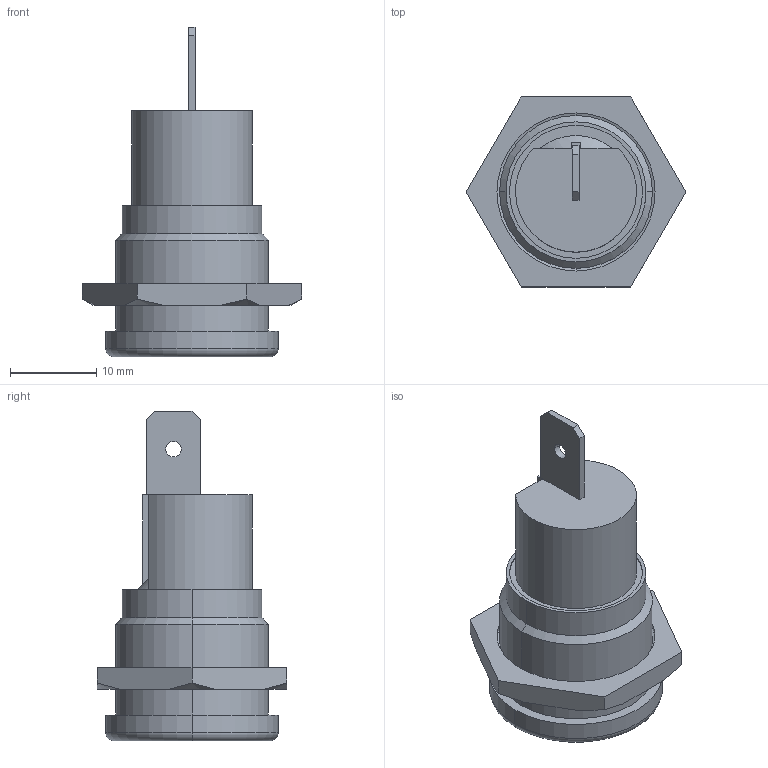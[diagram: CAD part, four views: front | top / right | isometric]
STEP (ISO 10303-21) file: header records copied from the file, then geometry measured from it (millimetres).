
FILE_DESCRIPTION((''),'2;1');
FILE_NAME('151013_SW0001','2020-06-04T14:25:21',('teru'),(''),'CREO PARAMETRIC BY PTC INC, 2017380','CREO PARAMETRIC BY PTC INC, 2017380','');
FILE_SCHEMA(('CONFIG_CONTROL_DESIGN'));
Length unit declared in the file: millimetre
Products named in the file (1): 151013_SW0001
Bounding box: 25.4 x 22 x 38.2 mm (x, y, z)
Volume: 4234.3 mm3; surface area: 3751.8 mm2
Topology: 1 solids, 1 shells, 120 faces, 267 edges, 160 vertices
Faces by surface type: plane 70, cylinder 31, cone 15, torus 4
Entity records: 3405 total; most frequent: CARTESIAN_POINT 692, DIRECTION 569, ORIENTED_EDGE 534, EDGE_CURVE 267, AXIS2_PLACEMENT_3D 205, VERTEX_POINT 160, VECTOR 159, LINE 159
